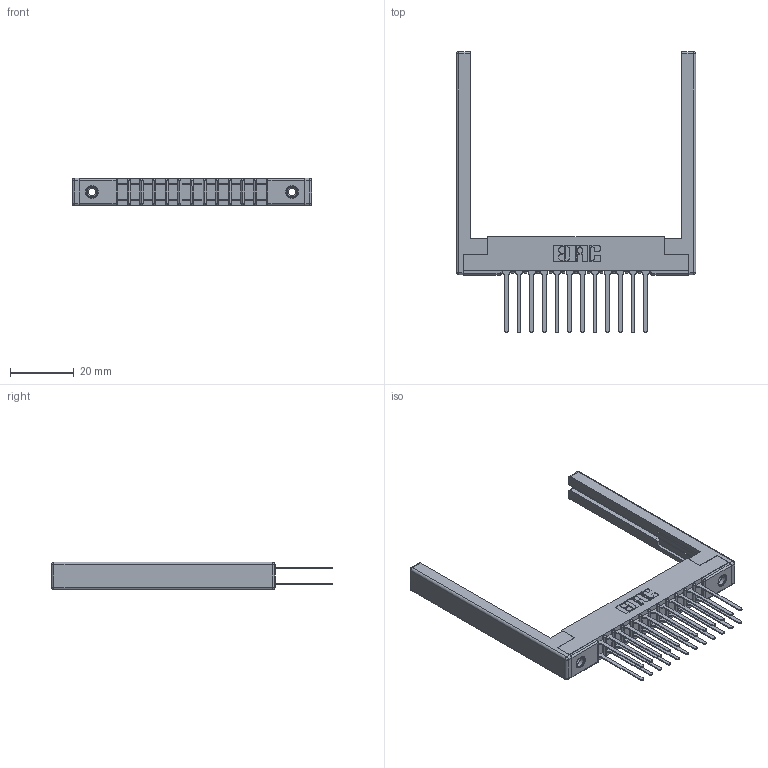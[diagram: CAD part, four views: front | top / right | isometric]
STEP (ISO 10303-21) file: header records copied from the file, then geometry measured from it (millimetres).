
FILE_DESCRIPTION (( 'STEP AP203' ), '1' );
FILE_NAME ('307-024-440-268.STEP', '2020-09-29T05:02:51', ( '' ), ( '' ), 'SwSTEP 2.0', 'SolidWorks 2020', '' );
FILE_SCHEMA (( 'CONFIG_CONTROL_DESIGN' ));
Length unit declared in the file: inch
Products named in the file (5): 307 Part_.156 Dia Mounting Holes; 307-290-001_540; 345-250-001_345-250-001-102; 307-220-068; 307-024-440-268
Assembly tree (29 placements, depth 2):
  307-024-440-268
    307 Part_.156 Dia Mounting Holes
    307-290-001_540  x24
    307-220-068  x2
    345-250-001_345-250-001-102  x2
Bounding box: 74.98 x 87.96 x 8.71 mm (x, y, z)
Volume: 9601.2 mm3; surface area: 13188.4 mm2
Topology: 29 solids, 29 shells, 1389 faces, 3833 edges, 2466 vertices
Faces by surface type: plane 902, cylinder 437, sphere 34, cone 12, torus 4
Entity records: 17097 total; most frequent: CARTESIAN_POINT 2781, DIRECTION 2752, ORIENTED_EDGE 2744, EDGE_CURVE 1372, VECTOR 1038, LINE 1038, VERTEX_POINT 886, AXIS2_PLACEMENT_3D 857
